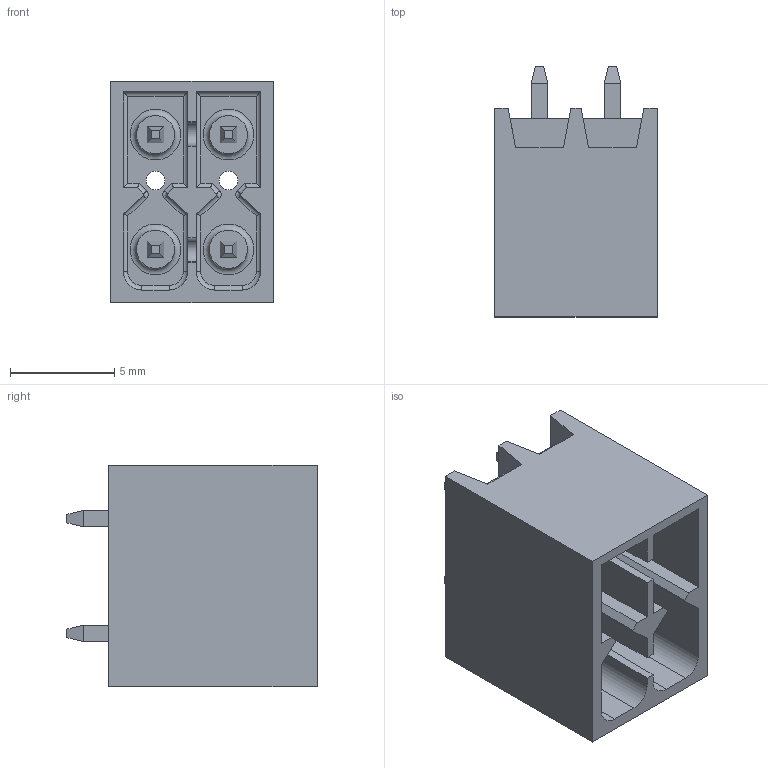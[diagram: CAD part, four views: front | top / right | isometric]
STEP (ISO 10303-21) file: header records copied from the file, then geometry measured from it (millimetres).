
FILE_DESCRIPTION(/* description */ ('Unknown'),/* implementation_level */ '2;1');
FILE_NAME(/* name */ '691778100004',/* time_stamp */ '2024-07-18T10:03:44+02:00',/* author */ ('Unknown'),/* organization */ ('Unknown'),/* preprocessor_version */ 'ST-DEVELOPER v19.4',/* originating_system */ 'Solid Edge',/* authorisation */ 'Unknown');
FILE_SCHEMA (('AUTOMOTIVE_DESIGN {1 0 10303 214 3 1 1}'));
Length unit declared in the file: millimetre
Products named in the file (3): 6917781000xx; 691778100004; 6917781000xx_Pin
Assembly tree (5 placements, depth 2):
  6917781000xx
    691778100004
    6917781000xx_Pin  x4
Bounding box: 7.8 x 12 x 10.6 mm (x, y, z)
Volume: 374.8 mm3; surface area: 1140 mm2
Topology: 5 solids, 5 shells, 205 faces, 490 edges, 300 vertices
Faces by surface type: plane 153, cylinder 40, torus 12
Full cylindrical faces by diameter (mm): 0.9 x2, 1.83 x4
Entity records: 4786 total; most frequent: CARTESIAN_POINT 821, DIRECTION 798, ORIENTED_EDGE 784, EDGE_CURVE 392, LINE 316, VECTOR 316, VERTEX_POINT 248, AXIS2_PLACEMENT_3D 241
